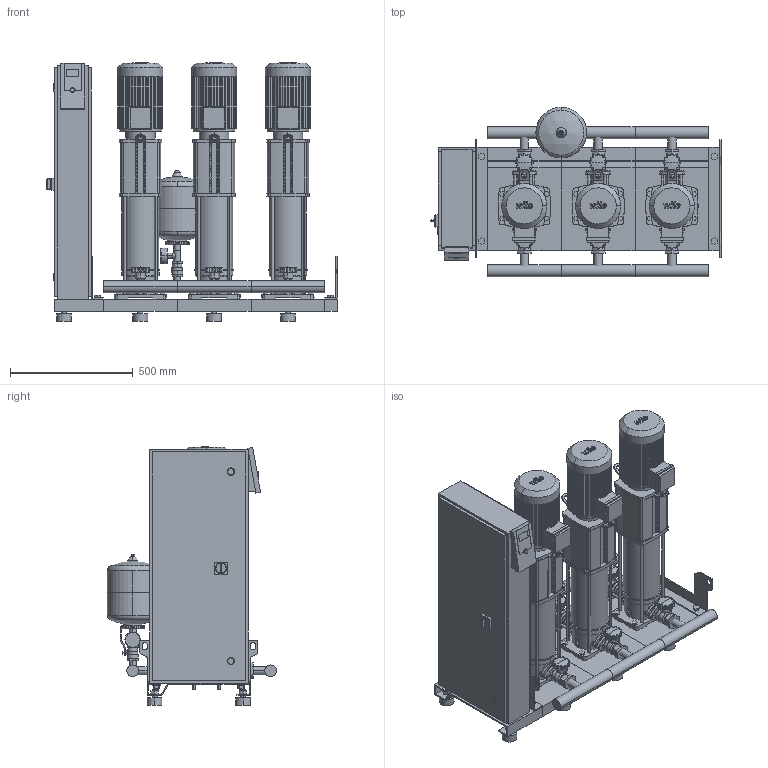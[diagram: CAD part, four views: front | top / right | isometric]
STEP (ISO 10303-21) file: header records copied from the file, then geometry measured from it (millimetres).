
FILE_DESCRIPTION((''),'2;1');
FILE_NAME('3d_SiBoostSmart3HELIXV414-2537567.stp','2016-01-25T10:27:36',(''),(''),'Mechanical Desktop 2009','Mechanical Desktop 2009',', , ');
FILE_SCHEMA(('CONFIG_CONTROL_DESIGN'));
Length unit declared in the file: millimetre
Products named in the file (1): Product
Bounding box: 1180 x 688.15 x 1051.2 mm (x, y, z)
Volume: 129336812.5 mm3; surface area: 9499811 mm2
Topology: 141 solids, 141 shells, 4837 faces, 12670 edges, 8341 vertices
Faces by surface type: plane 2238, bspline 1342, cylinder 1063, cone 156, torus 32, sphere 6
Entity records: 156318 total; most frequent: CARTESIAN_POINT 37709, ORIENTED_EDGE 25308, DIRECTION 22505, EDGE_CURVE 12654, VECTOR 8871, LINE 8871, VERTEX_POINT 8337, AXIS2_PLACEMENT_3D 6817
